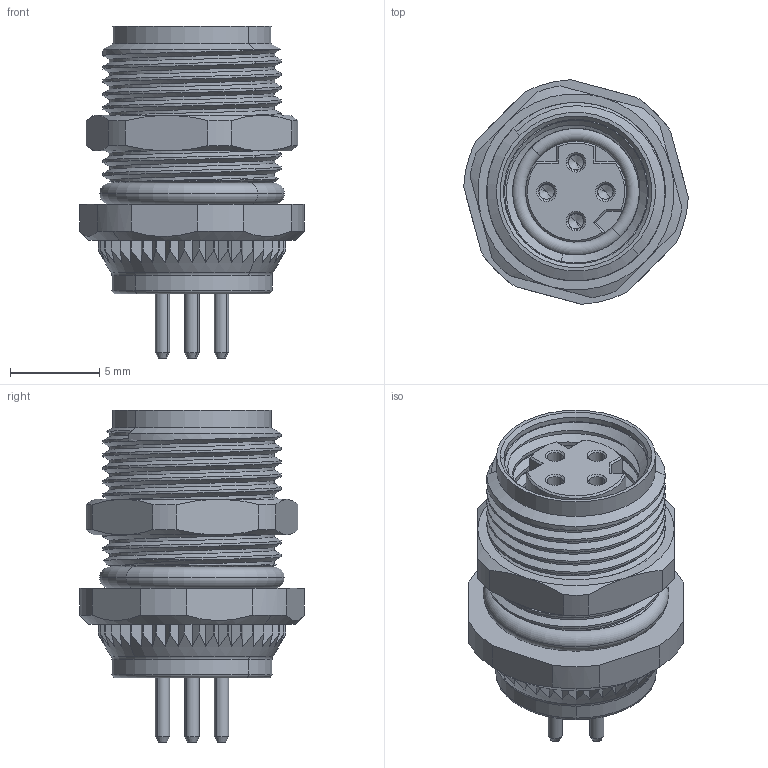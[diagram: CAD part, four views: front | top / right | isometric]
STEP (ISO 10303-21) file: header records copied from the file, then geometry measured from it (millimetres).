
FILE_DESCRIPTION((''),'2;1');
FILE_NAME('D-CODED-4P-K1T_PD','2025-09-08T',('gongcheng16'),(''),'PRO/ENGINEER BY PARAMETRIC TECHNOLOGY CORPORATION, 2010280','PRO/ENGINEER BY PARAMETRIC TECHNOLOGY CORPORATION, 2010280','');
FILE_SCHEMA(('CONFIG_CONTROL_DESIGN'));
Products named in the file (1): D-CODED-4P-K1T_PD
Bounding box: 12.59 x 12.59 x 18.6 mm (x, y, z)
Volume: 243.1 mm3; surface area: 11131.4 mm2
Topology: 1 solids, 90 shells, 1808 faces, 6315 edges, 4427 vertices
Faces by surface type: plane 722, cylinder 559, cone 322, bspline 117, torus 88
Entity records: 111634 total; most frequent: CARTESIAN_POINT 60249, ORIENTED_EDGE 10426, DIRECTION 10050, EDGE_CURVE 6307, VERTEX_POINT 4427, AXIS2_PLACEMENT_3D 3750, VECTOR 2550, LINE 2550
